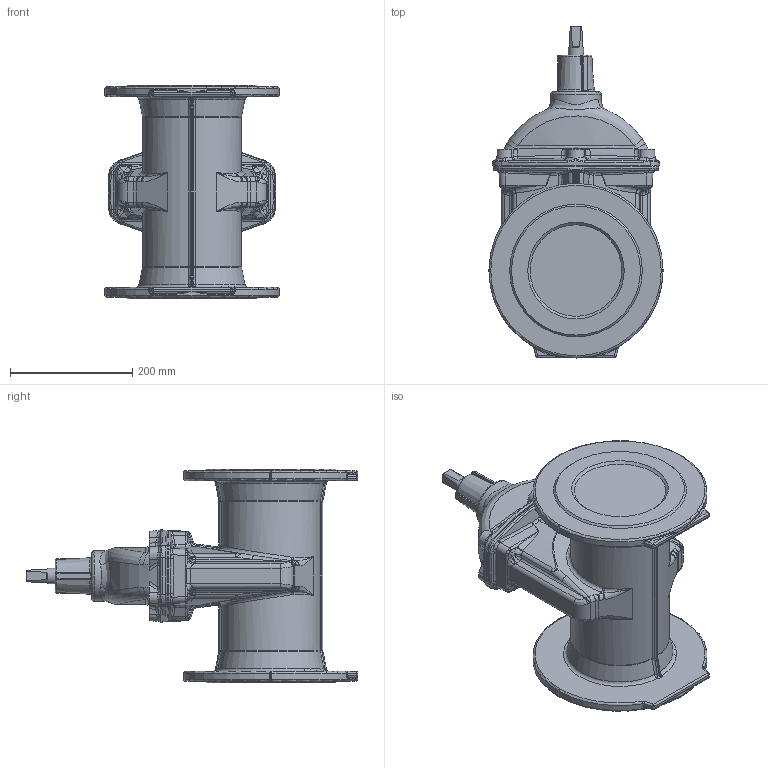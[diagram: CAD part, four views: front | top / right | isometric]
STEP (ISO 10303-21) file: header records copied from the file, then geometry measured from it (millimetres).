
FILE_DESCRIPTION (( 'STEP AP203' ), '1' );
FILE_NAME ('O_02_60_DN150.STEP', '2014-09-11T05:24:22', ( '' ), ( '' ), 'SwSTEP 2.0', 'SolidWorks 2012', '' );
FILE_SCHEMA (( 'CONFIG_CONTROL_DESIGN' ));
Products named in the file (1): O_02_60_DN150
Bounding box: 284.98 x 543 x 350 mm (x, y, z)
Volume: 13634051.7 mm3; surface area: 578265.9 mm2
Topology: 1 solids, 1 shells, 948 faces, 2214 edges, 1243 vertices
Faces by surface type: bspline 463, cylinder 181, plane 128, torus 99, cone 63, sphere 14
Full cylindrical faces by diameter (mm): 25 x1, 82.4 x1
Entity records: 40252 total; most frequent: CARTESIAN_POINT 22393, ORIENTED_EDGE 4334, DIRECTION 2996, EDGE_CURVE 2167, AXIS2_PLACEMENT_3D 1305, VERTEX_POINT 1240, EDGE_LOOP 967, FACE_OUTER_BOUND 954
